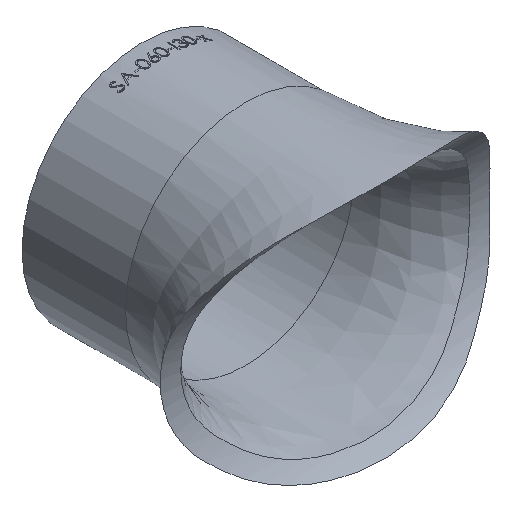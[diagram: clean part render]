
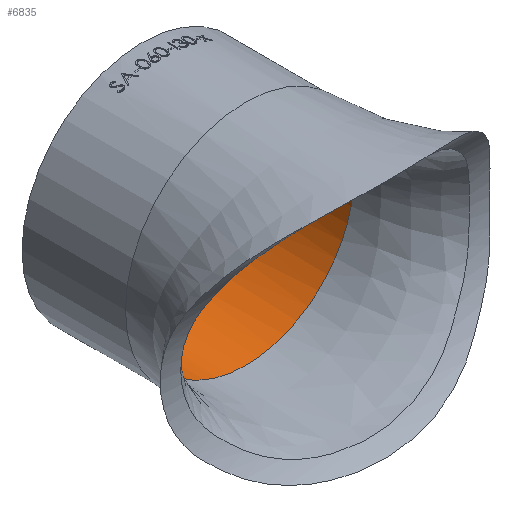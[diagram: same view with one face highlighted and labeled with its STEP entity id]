
A CAD part, isometric view. The second image highlights one B-rep face of the part: STEP entity #6835.
In plain terms, the highlighted cylindrical face has radius 27.15 mm (diameter 54.3 mm), a full revolution.
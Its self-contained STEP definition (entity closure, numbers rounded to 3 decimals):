
#1053 = CARTESIAN_POINT ( 'NONE',  ( 0., 52.36, 0. ) ) ;
#1127 = CARTESIAN_POINT ( 'NONE',  ( 25.665, 52.36, -8.919 ) ) ;
#1168 = DIRECTION ( 'NONE',  ( 0., 1., 0. ) ) ;
#1186 = CARTESIAN_POINT ( 'NONE',  ( -25.36, 52.36, 9.75 ) ) ;
#1249 = CARTESIAN_POINT ( 'NONE',  ( -25.36, 52.36, -9.75 ) ) ;
#1308 = CARTESIAN_POINT ( 'NONE',  ( -27.102, 52.36, 1.866 ) ) ;
#1415 = EDGE_LOOP ( 'NONE', ( #18720 ) ) ;
#1428 = CARTESIAN_POINT ( 'NONE',  ( -26.193, 52.36, -7.222 ) ) ;
#2411 = CARTESIAN_POINT ( 'NONE',  ( 21.653, 52.36, 16.735 ) ) ;
#2618 = CARTESIAN_POINT ( 'NONE',  ( 26.193, 52.36, -7.222 ) ) ;
#2690 = CARTESIAN_POINT ( 'NONE',  ( -7.222, 52.36, -26.193 ) ) ;
#2749 = CARTESIAN_POINT ( 'NONE',  ( -26.779, 52.36, -4.587 ) ) ;
#2810 = CARTESIAN_POINT ( 'NONE',  ( -12.185, 52.36, 24.33 ) ) ;
#2864 = CARTESIAN_POINT ( 'NONE',  ( -4.587, 52.36, -26.779 ) ) ;
#3469 = CARTESIAN_POINT ( 'NONE',  ( 0., 52.36, 27.15 ) ) ;
#3910 = CARTESIAN_POINT ( 'NONE',  ( 9.75, 52.36, -25.36 ) ) ;
#3983 = CARTESIAN_POINT ( 'NONE',  ( 25.665, 52.36, 8.919 ) ) ;
#4052 = CARTESIAN_POINT ( 'NONE',  ( 26.193, 52.36, 7.222 ) ) ;
#4119 = CARTESIAN_POINT ( 'NONE',  ( 7.316, 52.36, 26.39 ) ) ;
#4191 = CARTESIAN_POINT ( 'NONE',  ( 13.808, 52.36, -23.642 ) ) ;
#4251 = CARTESIAN_POINT ( 'NONE',  ( -3.692, 52.36, -26.917 ) ) ;
#4309 = CARTESIAN_POINT ( 'NONE',  ( -6.353, 52.36, -26.417 ) ) ;
#4371 = CARTESIAN_POINT ( 'NONE',  ( -17.965, 52.36, 20.423 ) ) ;
#5432 = CARTESIAN_POINT ( 'NONE',  ( 4.587, 52.36, -26.779 ) ) ;
#5638 = CARTESIAN_POINT ( 'NONE',  ( 23.642, 52.36, 13.808 ) ) ;
#5703 = CARTESIAN_POINT ( 'NONE',  ( 13.807, 52.36, 23.643 ) ) ;
#5834 = CARTESIAN_POINT ( 'NONE',  ( -16.617, 52.36, 21.536 ) ) ;
#6835 = ADVANCED_FACE ( 'NONE', ( #8528, #16768 ), #16793, .F. ) ;
#6949 = B_SPLINE_CURVE_WITH_KNOTS ( 'NONE', 3,
 ( #14947, #10271, #4119, #5703, #13251, #2411, #5638, #7135, #3983, #4052, #19501, #19629, #16446, #8770, #10340, #10197, #18015, #13313, #11898, #11829, #2618, #1127, #11964, #13186, #16512, #13451, #4191, #3910, #15011, #16583, #7266, #5432, #12026, #19761, #13509, #16892, #13701, #4251, #2864, #4309, #2690, #13643, #8955, #10529, #10655, #16638, #10470, #1249, #15137, #1428, #10590, #2749, #19877, #7578, #19820, #18333, #1308, #12087, #13575, #16777, #9072, #7333, #1186, #7516, #12152, #4371, #5834, #8892, #2810, #15074, #19944, #13756 ),
 .UNSPECIFIED., .T., .F.,
 ( 4, 2, 2, 2, 2, 2, 2, 2, 2, 2, 2, 2, 2, 2, 2, 2, 2, 2, 2, 2, 2, 2, 2, 2, 2, 2, 2, 2, 2, 2, 2, 2, 2, 2, 2, 4 ),
 ( 0., 0.063, 0.125, 0.188, 0.203, 0.219, 0.234, 0.25, 0.266, 0.281, 0.297, 0.313, 0.375, 0.438, 0.453, 0.469, 0.484, 0.5, 0.516, 0.531, 0.547, 0.563, 0.625, 0.688, 0.703, 0.719, 0.734, 0.75, 0.766, 0.781, 0.797, 0.813, 0.875, 0.906, 0.938, 1. ),
 .UNSPECIFIED. ) ;
#7055 = ORIENTED_EDGE ( 'NONE', *, *, #7657, .F. ) ;
#7135 = CARTESIAN_POINT ( 'NONE',  ( 25.36, 52.36, 9.75 ) ) ;
#7266 = CARTESIAN_POINT ( 'NONE',  ( 6.353, 52.36, -26.417 ) ) ;
#7333 = CARTESIAN_POINT ( 'NONE',  ( -25.665, 52.36, 8.919 ) ) ;
#7516 = CARTESIAN_POINT ( 'NONE',  ( -23.642, 52.36, 13.808 ) ) ;
#7578 = CARTESIAN_POINT ( 'NONE',  ( -27.102, 52.36, -1.866 ) ) ;
#7657 = EDGE_CURVE ( 'NONE', #11474, #11474, #6949, .T. ) ;
#7782 = EDGE_CURVE ( 'NONE', #13175, #13175, #17514, .T. ) ;
#8528 = FACE_OUTER_BOUND ( 'NONE', #17442, .T. ) ;
#8770 = CARTESIAN_POINT ( 'NONE',  ( 27.102, 52.36, 1.866 ) ) ;
#8892 = CARTESIAN_POINT ( 'NONE',  ( -13.727, 52.36, 23.489 ) ) ;
#8940 = DIRECTION ( 'NONE',  ( 0., 0., 1. ) ) ;
#8955 = CARTESIAN_POINT ( 'NONE',  ( -9.75, 52.36, -25.36 ) ) ;
#9072 = CARTESIAN_POINT ( 'NONE',  ( -26.193, 52.36, 7.222 ) ) ;
#10197 = CARTESIAN_POINT ( 'NONE',  ( 27.15, 52.36, -0.932 ) ) ;
#10271 = CARTESIAN_POINT ( 'NONE',  ( 3.754, 52.36, 27.15 ) ) ;
#10340 = CARTESIAN_POINT ( 'NONE',  ( 27.15, 52.36, 0.932 ) ) ;
#10470 = CARTESIAN_POINT ( 'NONE',  ( -23.642, 52.36, -13.808 ) ) ;
#10529 = CARTESIAN_POINT ( 'NONE',  ( -13.808, 52.36, -23.642 ) ) ;
#10590 = CARTESIAN_POINT ( 'NONE',  ( -26.417, 52.36, -6.353 ) ) ;
#10655 = CARTESIAN_POINT ( 'NONE',  ( -16.734, 52.36, -21.653 ) ) ;
#11474 = VERTEX_POINT ( 'NONE', #3469 ) ;
#11590 = CARTESIAN_POINT ( 'NONE',  ( 0., 78.36, 27.15 ) ) ;
#11829 = CARTESIAN_POINT ( 'NONE',  ( 26.417, 52.36, -6.353 ) ) ;
#11898 = CARTESIAN_POINT ( 'NONE',  ( 26.779, 52.36, -4.587 ) ) ;
#11964 = CARTESIAN_POINT ( 'NONE',  ( 25.36, 52.36, -9.75 ) ) ;
#12026 = CARTESIAN_POINT ( 'NONE',  ( 3.692, 52.36, -26.917 ) ) ;
#12087 = CARTESIAN_POINT ( 'NONE',  ( -26.917, 52.36, 3.692 ) ) ;
#12152 = CARTESIAN_POINT ( 'NONE',  ( -21.653, 52.36, 16.735 ) ) ;
#13175 = VERTEX_POINT ( 'NONE', #11590 ) ;
#13186 = CARTESIAN_POINT ( 'NONE',  ( 23.642, 52.36, -13.808 ) ) ;
#13251 = CARTESIAN_POINT ( 'NONE',  ( 16.735, 52.36, 21.652 ) ) ;
#13313 = CARTESIAN_POINT ( 'NONE',  ( 26.917, 52.36, -3.692 ) ) ;
#13451 = CARTESIAN_POINT ( 'NONE',  ( 16.734, 52.36, -21.653 ) ) ;
#13509 = CARTESIAN_POINT ( 'NONE',  ( 0.932, 52.36, -27.15 ) ) ;
#13575 = CARTESIAN_POINT ( 'NONE',  ( -26.779, 52.36, 4.587 ) ) ;
#13643 = CARTESIAN_POINT ( 'NONE',  ( -8.919, 52.36, -25.665 ) ) ;
#13701 = CARTESIAN_POINT ( 'NONE',  ( -1.866, 52.36, -27.102 ) ) ;
#13756 = CARTESIAN_POINT ( 'NONE',  ( 0., 52.36, 27.15 ) ) ;
#13793 = AXIS2_PLACEMENT_3D ( 'NONE', #18991, #16011, #18922 ) ;
#14947 = CARTESIAN_POINT ( 'NONE',  ( 0., 52.36, 27.15 ) ) ;
#15011 = CARTESIAN_POINT ( 'NONE',  ( 8.919, 52.36, -25.665 ) ) ;
#15074 = CARTESIAN_POINT ( 'NONE',  ( -7.316, 52.36, 26.39 ) ) ;
#15137 = CARTESIAN_POINT ( 'NONE',  ( -25.665, 52.36, -8.919 ) ) ;
#16011 = DIRECTION ( 'NONE',  ( 0., 1., 0. ) ) ;
#16446 = CARTESIAN_POINT ( 'NONE',  ( 26.917, 52.36, 3.692 ) ) ;
#16512 = CARTESIAN_POINT ( 'NONE',  ( 21.653, 52.36, -16.734 ) ) ;
#16583 = CARTESIAN_POINT ( 'NONE',  ( 7.222, 52.36, -26.193 ) ) ;
#16638 = CARTESIAN_POINT ( 'NONE',  ( -21.653, 52.36, -16.734 ) ) ;
#16768 = FACE_OUTER_BOUND ( 'NONE', #1415, .T. ) ;
#16777 = CARTESIAN_POINT ( 'NONE',  ( -26.417, 52.36, 6.353 ) ) ;
#16793 = CYLINDRICAL_SURFACE ( 'NONE', #19683, 27.15 ) ;
#16892 = CARTESIAN_POINT ( 'NONE',  ( -0.932, 52.36, -27.15 ) ) ;
#17442 = EDGE_LOOP ( 'NONE', ( #7055 ) ) ;
#17514 = CIRCLE ( 'NONE', #13793, 27.15 ) ;
#18015 = CARTESIAN_POINT ( 'NONE',  ( 27.102, 52.36, -1.866 ) ) ;
#18333 = CARTESIAN_POINT ( 'NONE',  ( -27.15, 52.36, 0.932 ) ) ;
#18720 = ORIENTED_EDGE ( 'NONE', *, *, #7782, .T. ) ;
#18922 = DIRECTION ( 'NONE',  ( 0., 0., 1. ) ) ;
#18991 = CARTESIAN_POINT ( 'NONE',  ( 0., 78.36, 0. ) ) ;
#19501 = CARTESIAN_POINT ( 'NONE',  ( 26.417, 52.36, 6.353 ) ) ;
#19629 = CARTESIAN_POINT ( 'NONE',  ( 26.779, 52.36, 4.587 ) ) ;
#19683 = AXIS2_PLACEMENT_3D ( 'NONE', #1053, #1168, #8940 ) ;
#19761 = CARTESIAN_POINT ( 'NONE',  ( 1.866, 52.36, -27.102 ) ) ;
#19820 = CARTESIAN_POINT ( 'NONE',  ( -27.15, 52.36, -0.932 ) ) ;
#19877 = CARTESIAN_POINT ( 'NONE',  ( -26.917, 52.36, -3.692 ) ) ;
#19944 = CARTESIAN_POINT ( 'NONE',  ( -3.754, 52.36, 27.15 ) ) ;
